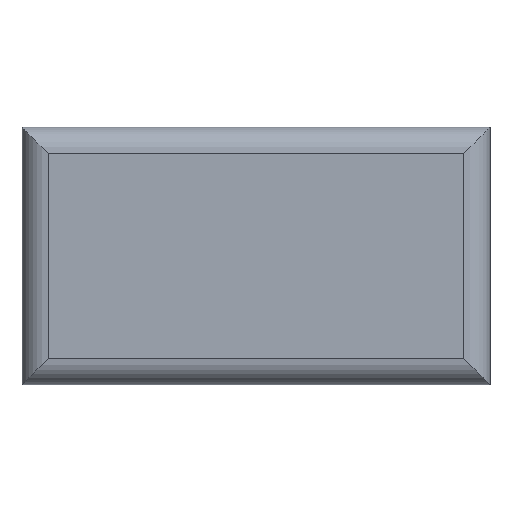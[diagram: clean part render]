
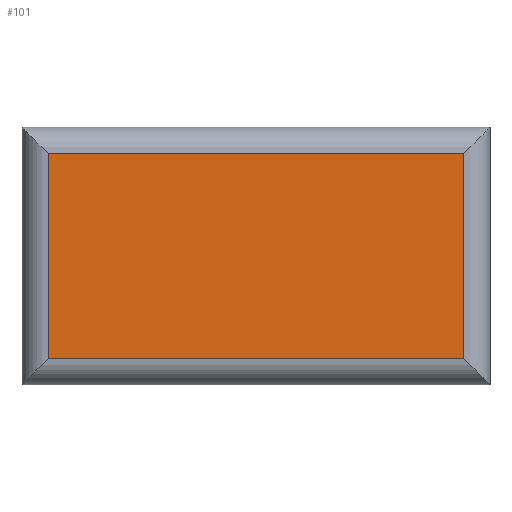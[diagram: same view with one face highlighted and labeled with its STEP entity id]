
A CAD part, top view. The second image highlights one B-rep face of the part: STEP entity #101.
In plain terms, the highlighted planar face has unit normal (0, 0, 1).
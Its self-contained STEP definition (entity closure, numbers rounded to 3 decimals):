
#15=PLANE('',#125);
#21=FACE_OUTER_BOUND('',#27,.T.);
#27=EDGE_LOOP('',(#85,#86,#87,#88));
#33=LINE('',#161,#41);
#35=LINE('',#169,#43);
#37=LINE('',#175,#45);
#40=LINE('',#181,#48);
#41=VECTOR('',#131,10.);
#43=VECTOR('',#139,10.);
#45=VECTOR('',#145,10.);
#48=VECTOR('',#152,10.);
#49=VERTEX_POINT('',#159);
#50=VERTEX_POINT('',#160);
#53=VERTEX_POINT('',#168);
#55=VERTEX_POINT('',#174);
#57=EDGE_CURVE('',#49,#50,#33,.T.);
#61=EDGE_CURVE('',#50,#53,#35,.T.);
#64=EDGE_CURVE('',#53,#55,#37,.T.);
#68=EDGE_CURVE('',#55,#49,#40,.T.);
#85=ORIENTED_EDGE('',*,*,#57,.F.);
#86=ORIENTED_EDGE('',*,*,#68,.F.);
#87=ORIENTED_EDGE('',*,*,#64,.F.);
#88=ORIENTED_EDGE('',*,*,#61,.F.);
#101=ADVANCED_FACE('',(#21),#15,.T.);
#125=AXIS2_PLACEMENT_3D('',#182,#153,#154);
#131=DIRECTION('',(0.,-1.,0.));
#139=DIRECTION('',(-1.,0.,0.));
#145=DIRECTION('',(0.,1.,0.));
#152=DIRECTION('',(1.,0.,0.));
#153=DIRECTION('center_axis',(0.,0.,1.));
#154=DIRECTION('ref_axis',(1.,0.,0.));
#159=CARTESIAN_POINT('',(168.,-30.,130.));
#160=CARTESIAN_POINT('',(168.,-108.,130.));
#161=CARTESIAN_POINT('',(168.,-93.5,130.));
#168=CARTESIAN_POINT('',(10.,-108.,130.));
#169=CARTESIAN_POINT('',(44.5,-108.,130.));
#174=CARTESIAN_POINT('',(10.,-30.,130.));
#175=CARTESIAN_POINT('',(10.,-44.5,130.));
#181=CARTESIAN_POINT('',(133.5,-30.,130.));
#182=CARTESIAN_POINT('Origin',(89.,-69.,130.));
